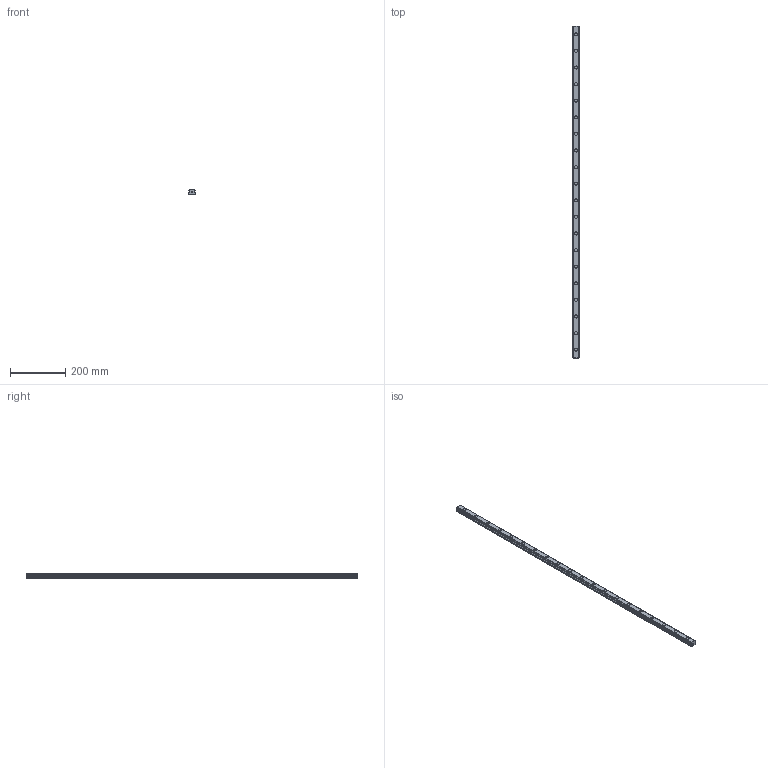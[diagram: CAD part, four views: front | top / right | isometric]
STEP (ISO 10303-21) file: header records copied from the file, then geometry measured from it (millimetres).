
FILE_DESCRIPTION(('STEP AP214'),'1');
FILE_NAME('cctmp_9C065EF5-4BC9-46E0-B984-47860D2C2C46_2021_02_09_17_23_31_0047..stp','2021-02-09T16:23:31',('HIWIN GmbH'),('CADClick - www.CADClick.com'),'Spatial InterOp 3D',' ','unknown authorization');
FILE_SCHEMA(('AUTOMOTIVE_DESIGN'));
Length unit declared in the file: millimetre
Products named in the file (1): EGR25R1200C_FILE
Bounding box: 23 x 1200 x 18 mm (x, y, z)
Volume: 412727.2 mm3; surface area: 111939.4 mm2
Topology: 1 solids, 1 shells, 345 faces, 897 edges, 598 vertices
Faces by surface type: plane 205, cylinder 140
Entity records: 13555 total; most frequent: DIRECTION 2029, CARTESIAN_POINT 1841, ORIENTED_EDGE 1794, EDGE_CURVE 897, AXIS2_PLACEMENT_3D 786, VERTEX_POINT 598, LINE 457, VECTOR 457
